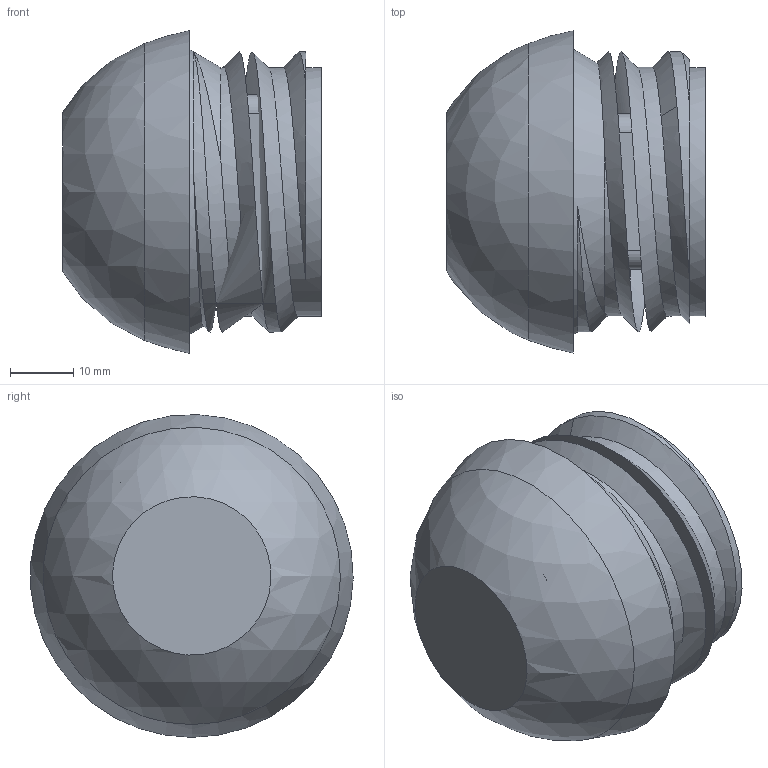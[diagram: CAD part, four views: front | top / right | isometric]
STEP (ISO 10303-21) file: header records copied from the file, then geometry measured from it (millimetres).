
FILE_DESCRIPTION(/* description */ (''),/* implementation_level */ '2;1');
FILE_NAME(/* name */ 'SmartEgg Shell.stp',/* time_stamp */ '2020-01-13T12:34:54-08:00',/* author */ ('Andrew'),/* organization */ (''),/* preprocessor_version */ 'ST-DEVELOPER v18',/* originating_system */ 'Autodesk Inventor 2020',/* authorisation */ '');
FILE_SCHEMA (('AUTOMOTIVE_DESIGN { 1 0 10303 214 3 1 1 }'));
Length unit declared in the file: millimetre
Products named in the file (1): SmartEgg Shell
Bounding box: 40.86 x 50.87 x 50.93 mm (x, y, z)
Volume: 36329 mm3; surface area: 16370.3 mm2
Topology: 1 solids, 2 shells, 159 faces, 418 edges, 281 vertices
Faces by surface type: plane 99, bspline 46, cylinder 11, sphere 2, cone 1
Full cylindrical faces by diameter (mm): 39.251 x2, 44.251 x2
Entity records: 6248 total; most frequent: CARTESIAN_POINT 2556, ORIENTED_EDGE 836, DIRECTION 577, EDGE_CURVE 418, LINE 287, VECTOR 287, VERTEX_POINT 281, EDGE_LOOP 179
